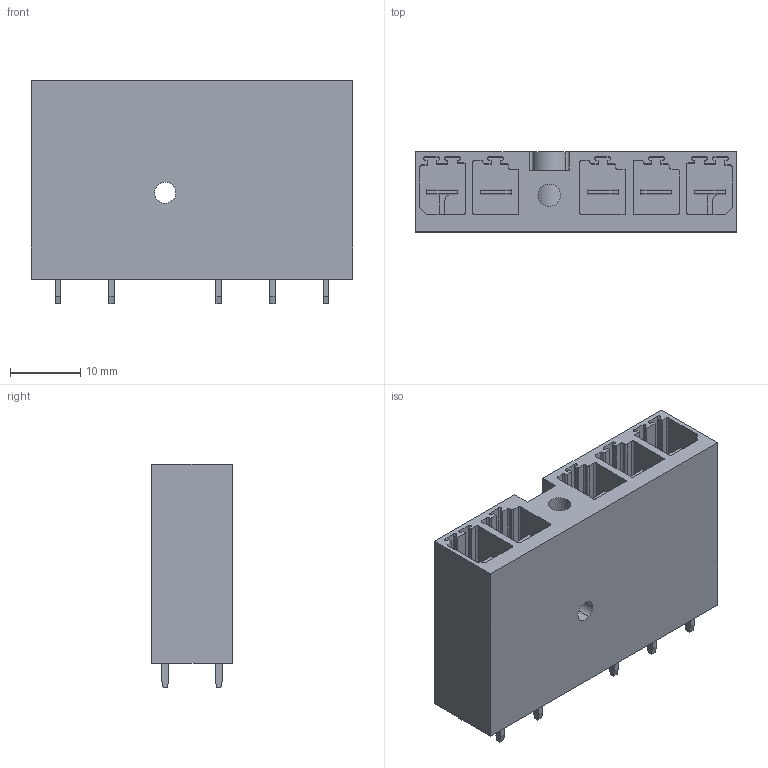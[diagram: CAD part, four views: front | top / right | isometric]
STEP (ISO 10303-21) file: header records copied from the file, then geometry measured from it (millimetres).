
FILE_DESCRIPTION(('CATIA V5 STEP Exchange','CAx-IF Rec.Pracs.--- Model Styling and Organization---1.2---2011-12-15'),'2;1');
FILE_NAME ('D1447726_0_1048590000_1048590000.stp','2018-11-30T13:44:06+00:00',('none'),('Weidmueller'),'CATIA Version 5-6 Release 2014','CATIA V5 STEP AP214','none');
FILE_SCHEMA(('AUTOMOTIVE_DESIGN { 1 0 10303 214 1 1 1 1 }'));
Length unit declared in the file: millimetre
Products named in the file (1): 1048590000
Bounding box: 45.72 x 11.4 x 31.8 mm (x, y, z)
Volume: 10385.5 mm3; surface area: 10310.3 mm2
Topology: 6 solids, 6 shells, 363 faces, 1013 edges, 662 vertices
Faces by surface type: plane 292, cylinder 71
Entity records: 10554 total; most frequent: ORIENTED_EDGE 2026, CARTESIAN_POINT 1866, DIRECTION 1393, EDGE_CURVE 1013, VECTOR 871, LINE 871, VERTEX_POINT 662, EDGE_LOOP 387
